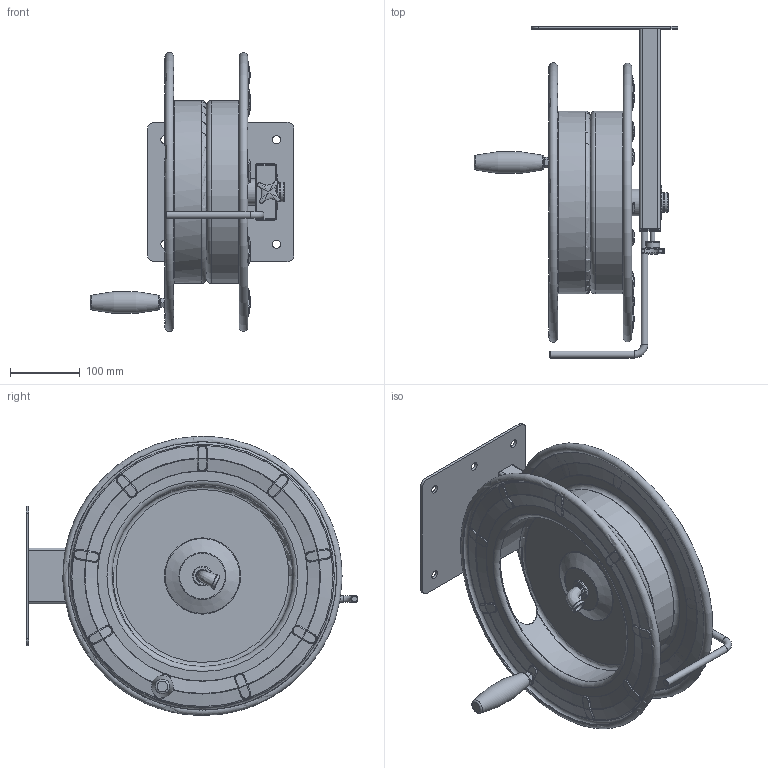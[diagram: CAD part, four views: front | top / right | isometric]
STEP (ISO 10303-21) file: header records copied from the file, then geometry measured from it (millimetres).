
FILE_DESCRIPTION (( 'STEP AP203' ), '1' );
FILE_NAME ('V10720002RM_STK1410.STEP', '2020-07-17T10:26:55', ( '' ), ( '' ), 'SwSTEP 2.0', 'SolidWorks 2019', '' );
FILE_SCHEMA (( 'CONFIG_CONTROL_DESIGN' ));
Length unit declared in the file: millimetre
Products named in the file (19): B10720003-1_Bodenplatte.STEP; E10720002-1_Verschlu_kappe_80x30.STEP; TrommelSTK14_kpl.STEP; TrommelSTK14_links.STEP; E10700127_Gleitlager-Buchse _PSM-2832-15.STEP; B10720003-4-1_St_nderrohr STK20.STEP; B10720007__berschlagb_gel STK1420.STEP; V10720002RM_STK1410; Hexagon Nut ISO 4032 - M6 - W - N_Hexagon Nut ISO 4032 - M6 - W - N.STEP; KlappgriffSTK; V10720002RM_STK1410.STEP; AchseSTK14_20.STEP; TrommelSTK14_rechts.STEP; E10710093_Winkel90__3-8AGkon-IGzyl.STEP; E10720028_Sterngriff M6x40 verzinkt.STEP; E10400102_6kt Mutter DIN 934-ISO 4032_M8-St zn_Hexagon Nut ISO 4034 - M8 - N; B10710085_Scheibe_50-28,3x2.STEP; St_nder_STK1420_kpl_NEU_St_nder STK14.STEP; B10720015_Achsrohr_STK.STEP
Assembly tree (20 placements, depth 4):
  V10720002RM_STK1410
    V10720002RM_STK1410.STEP
      St_nder_STK1420_kpl_NEU_St_nder STK14.STEP
        B10720003-1_Bodenplatte.STEP
        B10720003-4-1_St_nderrohr STK20.STEP
        B10720015_Achsrohr_STK.STEP
        E10720002-1_Verschlu_kappe_80x30.STEP
        Hexagon Nut ISO 4032 - M6 - W - N_Hexagon Nut ISO 4032 - M6 - W - N.STEP
        E10720028_Sterngriff M6x40 verzinkt.STEP
        E10700127_Gleitlager-Buchse _PSM-2832-15.STEP  x2
        B10720007__berschlagb_gel STK1420.STEP
      TrommelSTK14_kpl.STEP
        TrommelSTK14_links.STEP
        TrommelSTK14_rechts.STEP
        AchseSTK14_20.STEP
      B10710085_Scheibe_50-28,3x2.STEP
      E10710093_Winkel90__3-8AGkon-IGzyl.STEP
    KlappgriffSTK
    E10400102_6kt Mutter DIN 934-ISO 4032_M8-St zn_Hexagon Nut ISO 4034 - M8 - N  x2
Bounding box: 292.49 x 476 x 400.36 mm (x, y, z)
Volume: 948966.7 mm3; surface area: 1023513.4 mm2
Topology: 17 solids, 17 shells, 729 faces, 1767 edges, 1070 vertices
Faces by surface type: plane 227, cylinder 207, cone 105, torus 91, bspline 63, sphere 36
Full cylindrical faces by diameter (mm): 5 x3, 6 x2, 6.8 x2, 7 x1, 8 x4, 10 x3, 12 x6, 15 x1, 17.2 x1, 20 x1, 20.8 x1, 26.6 x1, 28 x6, 28.3 x1, 32 x3, 38 x1, 38.1 x2, 50 x1, 260 x2, 262.4 x2
Entity records: 34161 total; most frequent: CARTESIAN_POINT 17011, ORIENTED_EDGE 3134, DIRECTION 3012, EDGE_CURVE 1567, AXIS2_PLACEMENT_3D 1276, VERTEX_POINT 1015, EDGE_LOOP 866, FACE_OUTER_BOUND 778
